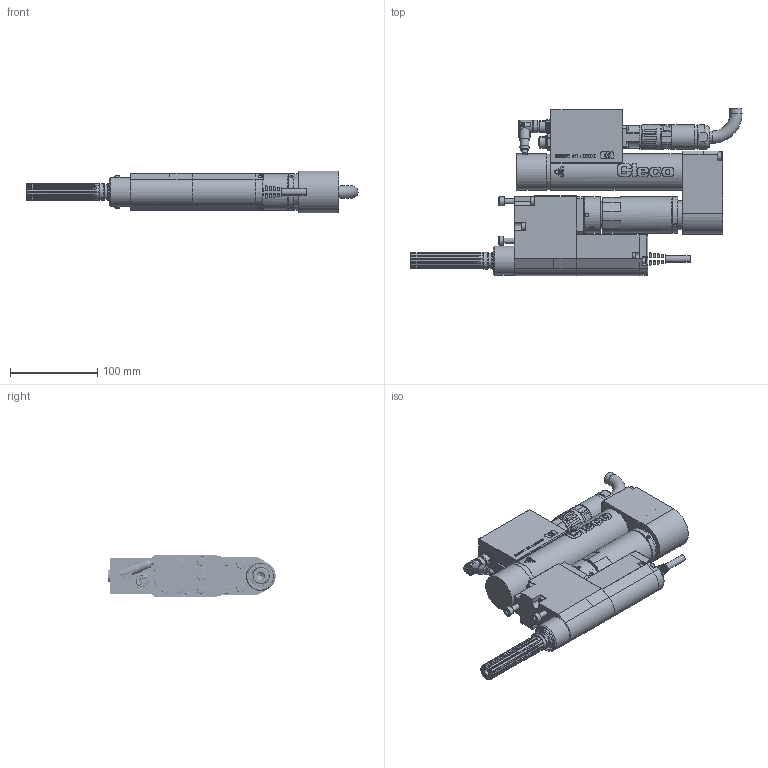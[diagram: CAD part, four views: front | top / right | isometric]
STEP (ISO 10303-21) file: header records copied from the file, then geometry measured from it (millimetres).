
FILE_DESCRIPTION(/* description */ (''),/* implementation_level */ '2;1');
FILE_NAME(/* name */ '1BDU35T1O-A_IAM_001.iam.step',/* time_stamp */ '2021-07-19T07:38:09+02:00',/* author */ ('cideon'),/* organization */ (''),/* preprocessor_version */ 'ST-DEVELOPER v17.2',/* originating_system */ 'Autodesk Inventor 2019',/* authorisation */ '');
FILE_SCHEMA (('AUTOMOTIVE_DESIGN { 1 0 10303 214 3 1 1 }'));
Products named in the file (1): Bauteil2
Bounding box: 379.82 x 191.39 x 48 mm (x, y, z)
Volume: 978590.3 mm3; surface area: 247546.8 mm2
Topology: 1 solids, 1 shells, 4155 faces, 11520 edges, 7572 vertices
Faces by surface type: plane 2436, cylinder 908, bspline 371, cone 277, torus 147, sphere 16
Full cylindrical faces by diameter (mm): 0.434 x2, 0.6 x16, 0.9 x8, 1.3 x2, 1.83 x2, 2.5 x4, 3 x4, 3.5 x8, 4 x11, 4.2 x6, 4.3 x4, 4.5 x4, 4.8 x1, 5 x8, 5.1 x1, 5.2 x1, 5.5 x4, 5.9 x1, 6 x8, 6.3 x1, 6.4 x1, 6.8 x1, 7 x4, 7.2 x4, 7.3 x2, 8 x4, 8.5 x6, 9 x1, 10 x5, 10.9 x2
Entity records: 198401 total; most frequent: CARTESIAN_POINT 92086, ORIENTED_EDGE 22988, DIRECTION 20289, EDGE_CURVE 11494, VERTEX_POINT 7572, AXIS2_PLACEMENT_3D 7063, LINE 6163, VECTOR 6163
